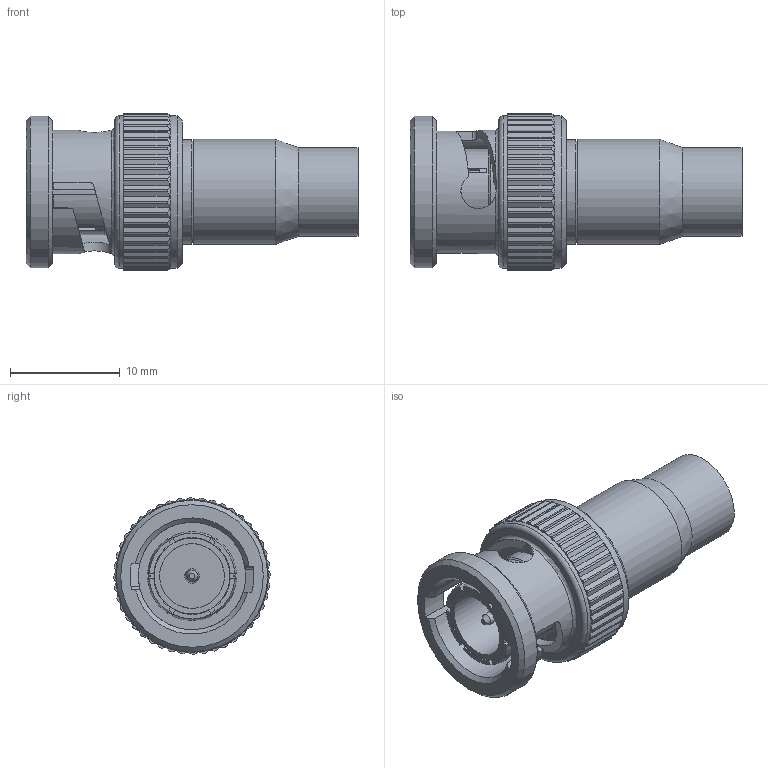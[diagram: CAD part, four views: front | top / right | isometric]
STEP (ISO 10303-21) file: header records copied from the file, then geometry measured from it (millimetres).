
FILE_DESCRIPTION (( 'STEP AP203' ), '1' );
FILE_NAME ('R142.086.161C.STEP', '2012-04-28T09:10:13', ( 'Radiall' ), ( '' ), 'SwSTEP 2.0', 'SolidWorks 2011', '' );
FILE_SCHEMA (( 'CONFIG_CONTROL_DESIGN' ));
Length unit declared in the file: millimetre
Products named in the file (1): R142.086.161C
Bounding box: 30.28 x 14.3 x 14.3 mm (x, y, z)
Volume: 1808.1 mm3; surface area: 2756.3 mm2
Topology: 1 solids, 1 shells, 331 faces, 773 edges, 452 vertices
Faces by surface type: plane 186, cylinder 80, cone 57, torus 8
Full cylindrical faces by diameter (mm): 5.15 x1, 5.9 x1, 6.9 x1, 7.3 x1, 7.4 x1, 7.8 x1, 8 x1, 8.1 x1, 8.8 x1, 9.5 x1, 9.6 x1, 9.8 x1, 13.8 x1, 13.9 x2
Entity records: 9354 total; most frequent: CARTESIAN_POINT 2060, DIRECTION 1532, ORIENTED_EDGE 1462, EDGE_CURVE 731, AXIS2_PLACEMENT_3D 601, VERTEX_POINT 439, EDGE_LOOP 370, FACE_OUTER_BOUND 347
